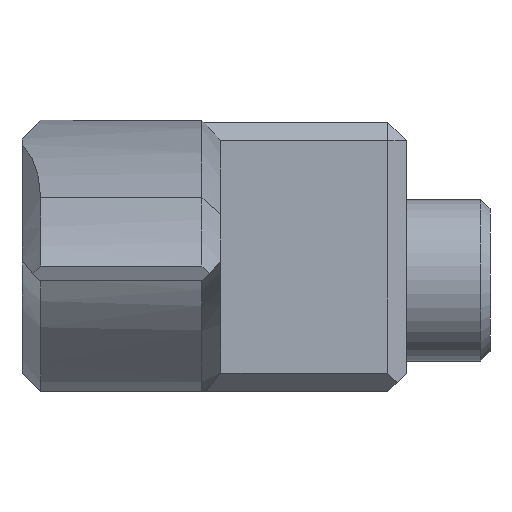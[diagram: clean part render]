
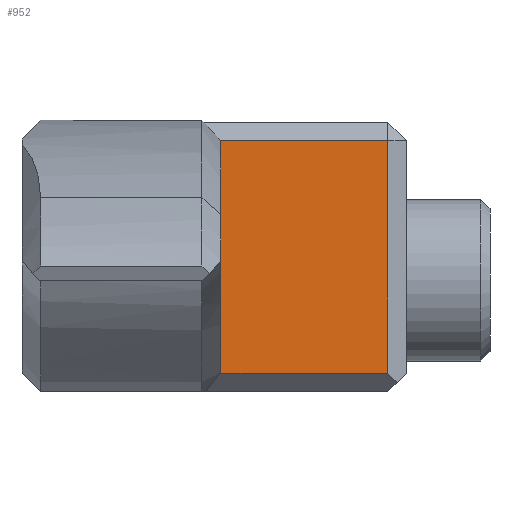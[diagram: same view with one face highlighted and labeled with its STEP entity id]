
A CAD part, left-side view. The second image highlights one B-rep face of the part: STEP entity #952.
In plain terms, the highlighted planar face has unit normal (-1, 0, 0).
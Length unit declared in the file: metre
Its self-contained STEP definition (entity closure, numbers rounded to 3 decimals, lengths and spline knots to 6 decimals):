
#39=LINE('',#1271,#130);
#40=LINE('',#1273,#131);
#41=LINE('',#1275,#132);
#42=LINE('',#1277,#133);
#43=LINE('',#1284,#134);
#44=LINE('',#1286,#135);
#45=LINE('',#1288,#136);
#46=LINE('',#1295,#137);
#130=VECTOR('',#1076,1.);
#131=VECTOR('',#1077,1.);
#132=VECTOR('',#1078,1.);
#133=VECTOR('',#1079,1.);
#134=VECTOR('',#1080,1.);
#135=VECTOR('',#1081,1.);
#136=VECTOR('',#1082,1.);
#137=VECTOR('',#1083,1.);
#221=ORIENTED_EDGE('',*,*,#505,.T.);
#222=ORIENTED_EDGE('',*,*,#506,.T.);
#223=ORIENTED_EDGE('',*,*,#507,.T.);
#224=ORIENTED_EDGE('',*,*,#508,.T.);
#225=ORIENTED_EDGE('',*,*,#509,.T.);
#226=ORIENTED_EDGE('',*,*,#510,.T.);
#227=ORIENTED_EDGE('',*,*,#511,.T.);
#228=ORIENTED_EDGE('',*,*,#512,.T.);
#229=ORIENTED_EDGE('',*,*,#513,.F.);
#230=ORIENTED_EDGE('',*,*,#514,.T.);
#231=ORIENTED_EDGE('',*,*,#515,.T.);
#505=EDGE_CURVE('',#647,#648,#736,.T.);
#506=EDGE_CURVE('',#648,#649,#39,.T.);
#507=EDGE_CURVE('',#649,#650,#40,.T.);
#508=EDGE_CURVE('',#650,#651,#41,.T.);
#509=EDGE_CURVE('',#651,#652,#42,.T.);
#510=EDGE_CURVE('',#652,#653,#737,.T.);
#511=EDGE_CURVE('',#653,#654,#43,.T.);
#512=EDGE_CURVE('',#654,#655,#44,.T.);
#513=EDGE_CURVE('',#656,#655,#45,.T.);
#514=EDGE_CURVE('',#656,#657,#738,.T.);
#515=EDGE_CURVE('',#657,#647,#46,.T.);
#647=VERTEX_POINT('',#1269);
#648=VERTEX_POINT('',#1270);
#649=VERTEX_POINT('',#1272);
#650=VERTEX_POINT('',#1274);
#651=VERTEX_POINT('',#1276);
#652=VERTEX_POINT('',#1278);
#653=VERTEX_POINT('',#1283);
#654=VERTEX_POINT('',#1285);
#655=VERTEX_POINT('',#1287);
#656=VERTEX_POINT('',#1289);
#657=VERTEX_POINT('',#1294);
#736=B_SPLINE_CURVE_WITH_KNOTS('',3,(#1265,#1266,#1267,#1268),
 .UNSPECIFIED.,.F.,.F.,(4,4),(0.,0.000051),.UNSPECIFIED.);
#737=B_SPLINE_CURVE_WITH_KNOTS('',3,(#1279,#1280,#1281,#1282),
 .UNSPECIFIED.,.F.,.F.,(4,4),(0.,0.001414),.UNSPECIFIED.);
#738=B_SPLINE_CURVE_WITH_KNOTS('',3,(#1290,#1291,#1292,#1293),
 .UNSPECIFIED.,.F.,.F.,(4,4),(0.,0.001487),.UNSPECIFIED.);
#780=EDGE_LOOP('',(#221,#222,#223,#224,#225,#226,#227,#228,#229,#230,#231));
#847=FACE_BOUND('',#780,.T.);
#914=PLANE('',#1023);
#952=ADVANCED_FACE('',(#847),#914,.T.);
#1023=AXIS2_PLACEMENT_3D('',#1264,#1074,#1075);
#1074=DIRECTION('',(-1.,0.,0.));
#1075=DIRECTION('',(0.,0.,1.));
#1076=DIRECTION('',(0.,-1.,0.));
#1077=DIRECTION('',(0.,0.,1.));
#1078=DIRECTION('',(0.,1.,0.));
#1079=DIRECTION('',(0.,0.,-1.));
#1080=DIRECTION('',(0.,1.,0.));
#1081=DIRECTION('',(0.,0.,-1.));
#1082=DIRECTION('',(0.,1.,0.));
#1083=DIRECTION('',(0.,0.,-1.));
#1264=CARTESIAN_POINT('',(-0.02165,-0.016006,0.00125));
#1265=CARTESIAN_POINT('',(-0.02165,-0.008006,-0.004963));
#1266=CARTESIAN_POINT('',(-0.02165,-0.007994,-0.004976));
#1267=CARTESIAN_POINT('',(-0.02165,-0.007982,-0.004988));
#1268=CARTESIAN_POINT('',(-0.02165,-0.00797,-0.005));
#1269=CARTESIAN_POINT('',(-0.02165,-0.008006,-0.004963));
#1270=CARTESIAN_POINT('',(-0.02165,-0.00797,-0.005));
#1271=CARTESIAN_POINT('',(-0.02165,-0.017006,-0.005));
#1272=CARTESIAN_POINT('',(-0.02165,-0.017006,-0.005));
#1273=CARTESIAN_POINT('',(-0.02165,-0.017006,0.00125));
#1274=CARTESIAN_POINT('',(-0.02165,-0.017006,0.0075));
#1275=CARTESIAN_POINT('',(-0.02165,-0.016006,0.0075));
#1276=CARTESIAN_POINT('',(-0.02165,-0.008005,0.0075));
#1277=CARTESIAN_POINT('',(-0.02165,-0.008006,0.00125));
#1278=CARTESIAN_POINT('',(-0.02165,-0.008006,0.005499));
#1279=CARTESIAN_POINT('',(-0.02165,-0.008006,0.005499));
#1280=CARTESIAN_POINT('',(-0.02165,-0.007672,0.005166));
#1281=CARTESIAN_POINT('',(-0.02165,-0.007339,0.004833));
#1282=CARTESIAN_POINT('',(-0.02165,-0.007006,0.0045));
#1283=CARTESIAN_POINT('',(-0.02165,-0.007006,0.0045));
#1284=CARTESIAN_POINT('',(-0.02165,-0.008008,0.0045));
#1285=CARTESIAN_POINT('',(-0.02165,0.001678,0.0045));
#1286=CARTESIAN_POINT('',(-0.02165,0.001678,-0.001749));
#1287=CARTESIAN_POINT('',(-0.02165,0.001678,-0.001749));
#1288=CARTESIAN_POINT('',(-0.02165,-0.008008,-0.001749));
#1289=CARTESIAN_POINT('',(-0.02165,-0.007006,-0.001749));
#1290=CARTESIAN_POINT('',(-0.02165,-0.007006,-0.001749));
#1291=CARTESIAN_POINT('',(-0.02165,-0.007339,-0.002116));
#1292=CARTESIAN_POINT('',(-0.02165,-0.007672,-0.002483));
#1293=CARTESIAN_POINT('',(-0.02165,-0.008006,-0.002849));
#1294=CARTESIAN_POINT('',(-0.02165,-0.008006,-0.002849));
#1295=CARTESIAN_POINT('',(-0.02165,-0.008006,0.00125));
